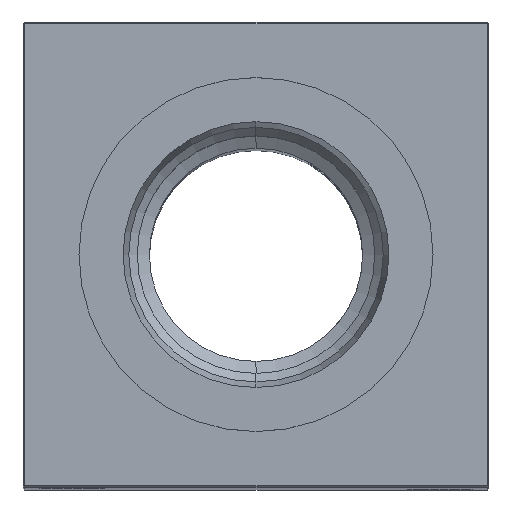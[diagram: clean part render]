
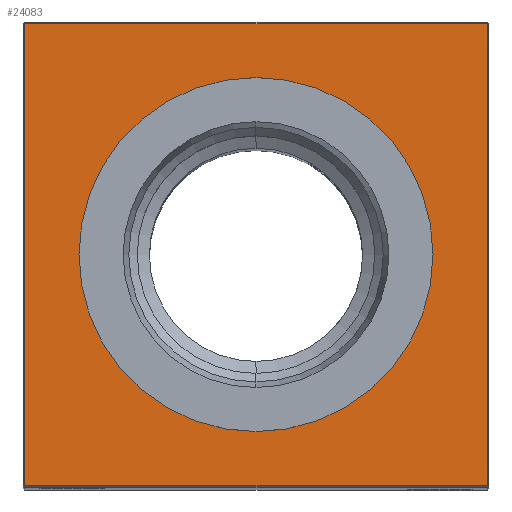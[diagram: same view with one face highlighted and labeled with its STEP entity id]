
A CAD part, top view. The second image highlights one B-rep face of the part: STEP entity #24083.
In plain terms, the highlighted planar face has unit normal (0, 0, 1).
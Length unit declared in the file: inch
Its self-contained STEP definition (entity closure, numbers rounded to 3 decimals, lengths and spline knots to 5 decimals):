
#81 = CARTESIAN_POINT ( 'NONE',  ( 0., 1.14173, 10.5 ) ) ;
#551 = EDGE_CURVE ( 'NONE', #10985, #1813, #2432, .T. ) ;
#621 = CARTESIAN_POINT ( 'NONE',  ( 1.49, 1.49, 10.5 ) ) ;
#790 = EDGE_CURVE ( 'NONE', #10337, #8845, #10577, .T. ) ;
#941 = AXIS2_PLACEMENT_3D ( 'NONE', #16763, #24934, #21051 ) ;
#1255 = VERTEX_POINT ( 'NONE', #19216 ) ;
#1362 = CARTESIAN_POINT ( 'NONE',  ( -1.49, 1.49, 10.5 ) ) ;
#1387 = LINE ( 'NONE', #5268, #9048 ) ;
#1813 = VERTEX_POINT ( 'NONE', #621 ) ;
#2085 = CIRCLE ( 'NONE', #21783, 1.14173 ) ;
#2432 = LINE ( 'NONE', #4570, #15704 ) ;
#2777 = EDGE_CURVE ( 'NONE', #20400, #1255, #3959, .T. ) ;
#3058 = DIRECTION ( 'NONE',  ( -1., 0., 0. ) ) ;
#3629 = DIRECTION ( 'NONE',  ( 0., 0., -1. ) ) ;
#3959 = LINE ( 'NONE', #18029, #9983 ) ;
#4182 = CARTESIAN_POINT ( 'NONE',  ( 0., 1.49, 10.5 ) ) ;
#4570 = CARTESIAN_POINT ( 'NONE',  ( 1.49, 0., 10.5 ) ) ;
#5268 = CARTESIAN_POINT ( 'NONE',  ( 0., -1.49, 10.5 ) ) ;
#5530 = DIRECTION ( 'NONE',  ( 1., 0., 0. ) ) ;
#5727 = EDGE_LOOP ( 'NONE', ( #26358, #10385 ) ) ;
#6313 = DIRECTION ( 'NONE',  ( 0., 1., 0. ) ) ;
#7419 = EDGE_CURVE ( 'NONE', #8845, #10337, #2085, .T. ) ;
#8242 = DIRECTION ( 'NONE',  ( 0., -1., 0. ) ) ;
#8301 = CARTESIAN_POINT ( 'NONE',  ( 0., -1.14173, 10.5 ) ) ;
#8588 = FACE_OUTER_BOUND ( 'NONE', #23561, .T. ) ;
#8845 = VERTEX_POINT ( 'NONE', #8301 ) ;
#9048 = VECTOR ( 'NONE', #5530, 39.37008 ) ;
#9983 = VECTOR ( 'NONE', #8242, 39.37008 ) ;
#10337 = VERTEX_POINT ( 'NONE', #81 ) ;
#10385 = ORIENTED_EDGE ( 'NONE', *, *, #7419, .T. ) ;
#10577 = CIRCLE ( 'NONE', #26389, 1.14173 ) ;
#10985 = VERTEX_POINT ( 'NONE', #26032 ) ;
#11240 = ORIENTED_EDGE ( 'NONE', *, *, #21154, .T. ) ;
#11784 = EDGE_CURVE ( 'NONE', #1255, #10985, #1387, .T. ) ;
#11808 = DIRECTION ( 'NONE',  ( -1., 0., 0. ) ) ;
#15704 = VECTOR ( 'NONE', #6313, 39.37008 ) ;
#16763 = CARTESIAN_POINT ( 'NONE',  ( 0., 0., 10.5 ) ) ;
#18029 = CARTESIAN_POINT ( 'NONE',  ( -1.49, 0., 10.5 ) ) ;
#18316 = CARTESIAN_POINT ( 'NONE',  ( 0., 0., 10.5 ) ) ;
#18512 = FACE_BOUND ( 'NONE', #5727, .T. ) ;
#18583 = ORIENTED_EDGE ( 'NONE', *, *, #11784, .T. ) ;
#18851 = ORIENTED_EDGE ( 'NONE', *, *, #551, .T. ) ;
#19216 = CARTESIAN_POINT ( 'NONE',  ( -1.49, -1.49, 10.5 ) ) ;
#19677 = DIRECTION ( 'NONE',  ( 0., 0., -1. ) ) ;
#20400 = VERTEX_POINT ( 'NONE', #1362 ) ;
#20542 = DIRECTION ( 'NONE',  ( -1., 0., 0. ) ) ;
#20920 = PLANE ( 'NONE',  #941 ) ;
#21051 = DIRECTION ( 'NONE',  ( -1., 0., 0. ) ) ;
#21154 = EDGE_CURVE ( 'NONE', #1813, #20400, #22543, .T. ) ;
#21418 = CARTESIAN_POINT ( 'NONE',  ( 0., 0., 10.5 ) ) ;
#21783 = AXIS2_PLACEMENT_3D ( 'NONE', #21418, #19677, #3058 ) ;
#22543 = LINE ( 'NONE', #4182, #23988 ) ;
#22735 = ORIENTED_EDGE ( 'NONE', *, *, #2777, .T. ) ;
#23561 = EDGE_LOOP ( 'NONE', ( #22735, #18583, #18851, #11240 ) ) ;
#23988 = VECTOR ( 'NONE', #20542, 39.37008 ) ;
#24083 = ADVANCED_FACE ( 'NONE', ( #8588, #18512 ), #20920, .F. ) ;
#24934 = DIRECTION ( 'NONE',  ( 0., 0., -1. ) ) ;
#26032 = CARTESIAN_POINT ( 'NONE',  ( 1.49, -1.49, 10.5 ) ) ;
#26358 = ORIENTED_EDGE ( 'NONE', *, *, #790, .T. ) ;
#26389 = AXIS2_PLACEMENT_3D ( 'NONE', #18316, #3629, #11808 ) ;
